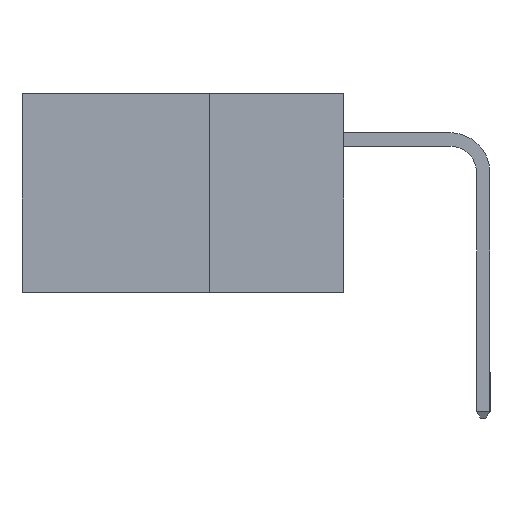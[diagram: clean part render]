
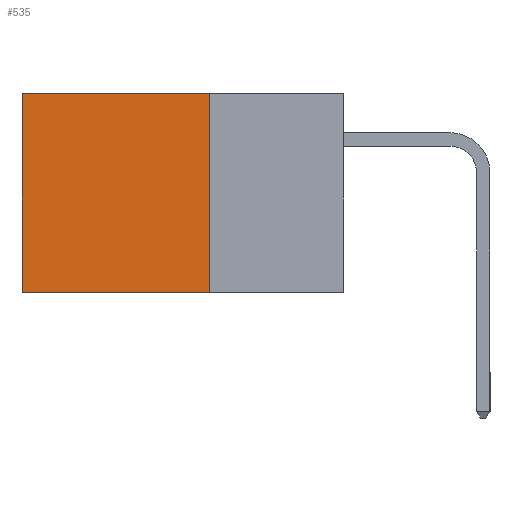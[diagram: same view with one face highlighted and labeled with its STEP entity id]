
A CAD part, left-side view. The second image highlights one B-rep face of the part: STEP entity #535.
In plain terms, the highlighted planar face has unit normal (-1, 0, 0).
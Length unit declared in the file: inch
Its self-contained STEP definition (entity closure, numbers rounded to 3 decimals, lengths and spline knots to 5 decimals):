
#158 = LINE ( 'NONE', #9063, #9805 ) ;
#230 = ORIENTED_EDGE ( 'NONE', *, *, #10396, .F. ) ;
#388 = VERTEX_POINT ( 'NONE', #3994 ) ;
#535 = ADVANCED_FACE ( 'NONE', ( #9163 ), #10500, .F. ) ;
#960 = CARTESIAN_POINT ( 'NONE',  ( 0.298, 0.6, 0. ) ) ;
#1066 = CARTESIAN_POINT ( 'NONE',  ( 0.298, 0.6, -0.37 ) ) ;
#1158 = ORIENTED_EDGE ( 'NONE', *, *, #3797, .T. ) ;
#1227 = EDGE_CURVE ( 'NONE', #388, #6893, #11801, .T. ) ;
#1562 = CARTESIAN_POINT ( 'NONE',  ( 0.298, 0.25, 0. ) ) ;
#1976 = DIRECTION ( 'NONE',  ( 0., 0., -1. ) ) ;
#2563 = DIRECTION ( 'NONE',  ( 0., 0., -1. ) ) ;
#3163 = VECTOR ( 'NONE', #2563, 39.37008 ) ;
#3700 = CARTESIAN_POINT ( 'NONE',  ( 0.298, 0.6, 0. ) ) ;
#3797 = EDGE_CURVE ( 'NONE', #4923, #6893, #10881, .T. ) ;
#3887 = DIRECTION ( 'NONE',  ( 1., 0., 0. ) ) ;
#3986 = EDGE_LOOP ( 'NONE', ( #1158, #5329, #230, #8523 ) ) ;
#3994 = CARTESIAN_POINT ( 'NONE',  ( 0.298, 0.25, -0.37 ) ) ;
#4923 = VERTEX_POINT ( 'NONE', #960 ) ;
#5190 = EDGE_CURVE ( 'NONE', #8757, #4923, #158, .T. ) ;
#5329 = ORIENTED_EDGE ( 'NONE', *, *, #1227, .F. ) ;
#5642 = CARTESIAN_POINT ( 'NONE',  ( 0.298, 0.25, 0. ) ) ;
#6446 = DIRECTION ( 'NONE',  ( 0., 0., -1. ) ) ;
#6657 = AXIS2_PLACEMENT_3D ( 'NONE', #5642, #3887, #1976 ) ;
#6732 = LINE ( 'NONE', #1562, #3163 ) ;
#6893 = VERTEX_POINT ( 'NONE', #1066 ) ;
#7273 = DIRECTION ( 'NONE',  ( 0., 1., 0. ) ) ;
#7482 = CARTESIAN_POINT ( 'NONE',  ( 0.298, 0.25, 0. ) ) ;
#8109 = VECTOR ( 'NONE', #9114, 39.37008 ) ;
#8249 = CARTESIAN_POINT ( 'NONE',  ( 0.298, 0.25, -0.37 ) ) ;
#8523 = ORIENTED_EDGE ( 'NONE', *, *, #5190, .T. ) ;
#8757 = VERTEX_POINT ( 'NONE', #7482 ) ;
#9063 = CARTESIAN_POINT ( 'NONE',  ( 0.298, 0.25, 0. ) ) ;
#9114 = DIRECTION ( 'NONE',  ( 0., 1., 0. ) ) ;
#9163 = FACE_OUTER_BOUND ( 'NONE', #3986, .T. ) ;
#9805 = VECTOR ( 'NONE', #7273, 39.37008 ) ;
#10396 = EDGE_CURVE ( 'NONE', #8757, #388, #6732, .T. ) ;
#10500 = PLANE ( 'NONE',  #6657 ) ;
#10881 = LINE ( 'NONE', #3700, #11758 ) ;
#11758 = VECTOR ( 'NONE', #6446, 39.37008 ) ;
#11801 = LINE ( 'NONE', #8249, #8109 ) ;
